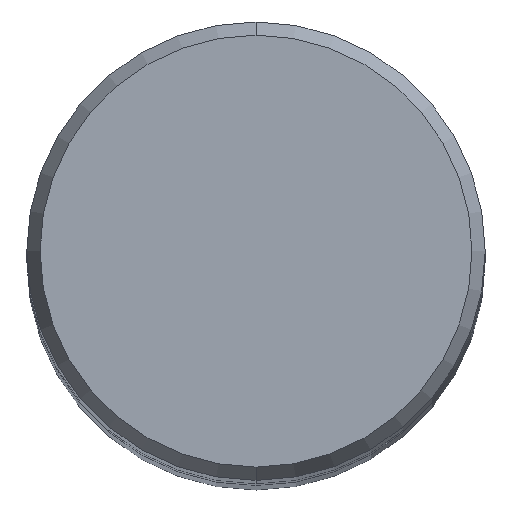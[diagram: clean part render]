
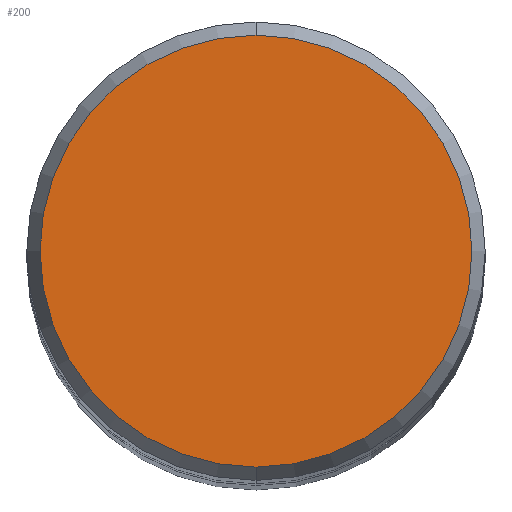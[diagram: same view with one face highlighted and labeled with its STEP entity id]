
A CAD part, top view. The second image highlights one B-rep face of the part: STEP entity #200.
In plain terms, the highlighted planar face has unit normal (0, 0, 1).
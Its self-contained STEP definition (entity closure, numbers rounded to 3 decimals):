
#110=VERTEX_POINT('',#258);
#178=EDGE_CURVE('',#110,#210,#333,.T.);
#188=EDGE_CURVE('',#210,#110,#346,.T.);
#200=ADVANCED_FACE('',(#359),#360,.T.);
#210=VERTEX_POINT('',#370);
#258=CARTESIAN_POINT('',(0.,-7.479,0.0));
#333=CIRCLE('',#512,7.479);
#346=CIRCLE('',#528,7.479);
#359=FACE_OUTER_BOUND('',#545,.T.);
#360=PLANE('',#546);
#370=CARTESIAN_POINT('',(0.0,7.479,0.0));
#512=AXIS2_PLACEMENT_3D('',#688,#689,#690);
#528=AXIS2_PLACEMENT_3D('',#708,#709,#710);
#545=EDGE_LOOP('',(#726,#727));
#546=AXIS2_PLACEMENT_3D('',#728,#729,#730);
#688=CARTESIAN_POINT('',(0.0,0.0,0.0));
#689=DIRECTION('',(0.0,0.0,-1.0));
#690=DIRECTION('',(0.0,1.0,0.0));
#708=CARTESIAN_POINT('',(0.0,0.0,0.0));
#709=DIRECTION('',(0.0,0.0,-1.0));
#710=DIRECTION('',(0.0,1.0,0.0));
#726=ORIENTED_EDGE('',*,*,#188,.F.);
#727=ORIENTED_EDGE('',*,*,#178,.F.);
#728=CARTESIAN_POINT('',(0.0,3.74,0.0));
#729=DIRECTION('',(-0.0,0.0,1.0));
#730=DIRECTION('',(0.0,-1.0,0.0));
